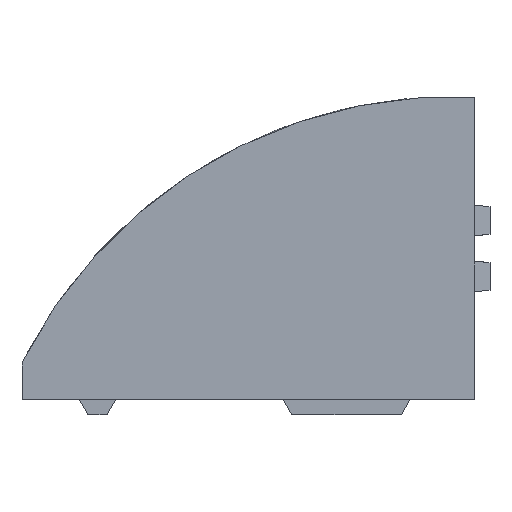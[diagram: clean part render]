
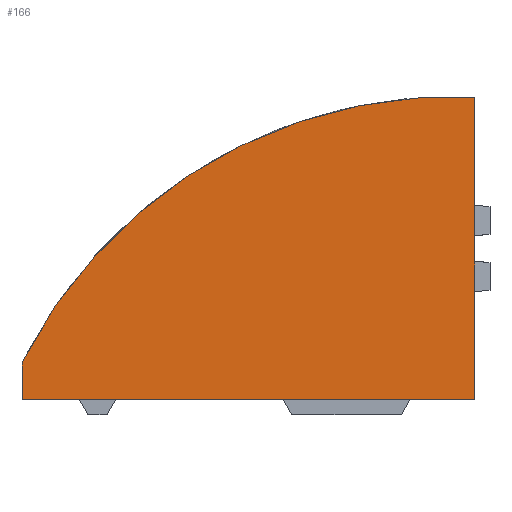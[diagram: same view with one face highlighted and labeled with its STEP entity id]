
A CAD part, left-side view. The second image highlights one B-rep face of the part: STEP entity #166.
In plain terms, the highlighted planar face has unit normal (-1, 0, 0).
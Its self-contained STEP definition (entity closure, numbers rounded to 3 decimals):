
#166 = ADVANCED_FACE( '', ( #255 ), #256, .F. );
#255 = FACE_OUTER_BOUND( '', #363, .T. );
#256 = PLANE( '', #364 );
#363 = EDGE_LOOP( '', ( #655, #656, #657, #658, #659, #660, #661 ) );
#364 = AXIS2_PLACEMENT_3D( '', #662, #663, #664 );
#655 = ORIENTED_EDGE( '', *, *, #903, .F. );
#656 = ORIENTED_EDGE( '', *, *, #904, .F. );
#657 = ORIENTED_EDGE( '', *, *, #905, .F. );
#658 = ORIENTED_EDGE( '', *, *, #906, .F. );
#659 = ORIENTED_EDGE( '', *, *, #907, .F. );
#660 = ORIENTED_EDGE( '', *, *, #908, .F. );
#661 = ORIENTED_EDGE( '', *, *, #909, .F. );
#662 = CARTESIAN_POINT( '', ( 0., 3.492, 19. ) );
#663 = DIRECTION( '', ( 1., 0., 0. ) );
#664 = DIRECTION( '', ( 0., 0., -1. ) );
#903 = EDGE_CURVE( '', #1106, #1107, #1108, .T. );
#904 = EDGE_CURVE( '', #1109, #1106, #1110, .T. );
#905 = EDGE_CURVE( '', #1111, #1109, #1112, .T. );
#906 = EDGE_CURVE( '', #1113, #1111, #1114, .T. );
#907 = EDGE_CURVE( '', #1115, #1113, #1116, .T. );
#908 = EDGE_CURVE( '', #1117, #1115, #1118, .T. );
#909 = EDGE_CURVE( '', #1107, #1117, #1119, .T. );
#1106 = VERTEX_POINT( '', #1396 );
#1107 = VERTEX_POINT( '', #1397 );
#1108 = CIRCLE( '', #1398, 1. );
#1109 = VERTEX_POINT( '', #1399 );
#1110 = CIRCLE( '', #1400, 32. );
#1111 = VERTEX_POINT( '', #1401 );
#1112 = CIRCLE( '', #1402, 1. );
#1113 = VERTEX_POINT( '', #1403 );
#1114 = LINE( '', #1404, #1405 );
#1115 = VERTEX_POINT( '', #1406 );
#1116 = LINE( '', #1407, #1408 );
#1117 = VERTEX_POINT( '', #1409 );
#1118 = LINE( '', #1410, #1411 );
#1119 = LINE( '', #1412, #1413 );
#1396 = CARTESIAN_POINT( '', ( 0., 3.559, 19.998 ) );
#1397 = CARTESIAN_POINT( '', ( 0., 3.492, 20. ) );
#1398 = AXIS2_PLACEMENT_3D( '', #1604, #1605, #1606 );
#1399 = CARTESIAN_POINT( '', ( 0., 29.89, 2.661 ) );
#1400 = AXIS2_PLACEMENT_3D( '', #1607, #1608, #1609 );
#1401 = CARTESIAN_POINT( '', ( 0., 30., 2.205 ) );
#1402 = AXIS2_PLACEMENT_3D( '', #1610, #1611, #1612 );
#1403 = CARTESIAN_POINT( '', ( 0., 30., 0. ) );
#1404 = CARTESIAN_POINT( '', ( 0., 30., 0. ) );
#1405 = VECTOR( '', #1613, 1000. );
#1406 = CARTESIAN_POINT( '', ( 0., 0., 0. ) );
#1407 = CARTESIAN_POINT( '', ( 0., 0., 0. ) );
#1408 = VECTOR( '', #1614, 1000. );
#1409 = CARTESIAN_POINT( '', ( 0., 0., 20. ) );
#1410 = CARTESIAN_POINT( '', ( 0., 0., 20. ) );
#1411 = VECTOR( '', #1615, 1000. );
#1412 = CARTESIAN_POINT( '', ( 0., 3.492, 20. ) );
#1413 = VECTOR( '', #1616, 1000. );
#1604 = CARTESIAN_POINT( '', ( 0., 3.492, 19. ) );
#1605 = DIRECTION( '', ( 1., 0., 0. ) );
#1606 = DIRECTION( '', ( 0., 0., -1. ) );
#1607 = CARTESIAN_POINT( '', ( 0., 1.41, -11.93 ) );
#1608 = DIRECTION( '', ( 1., 0., 0. ) );
#1609 = DIRECTION( '', ( 0., 0., -1. ) );
#1610 = CARTESIAN_POINT( '', ( 0., 29., 2.205 ) );
#1611 = DIRECTION( '', ( 1., 0., 0. ) );
#1612 = DIRECTION( '', ( 0., 0., -1. ) );
#1613 = DIRECTION( '', ( 0., 0., 1. ) );
#1614 = DIRECTION( '', ( 0., 1., 0. ) );
#1615 = DIRECTION( '', ( 0., 0., -1. ) );
#1616 = DIRECTION( '', ( 0., -1., 0. ) );
